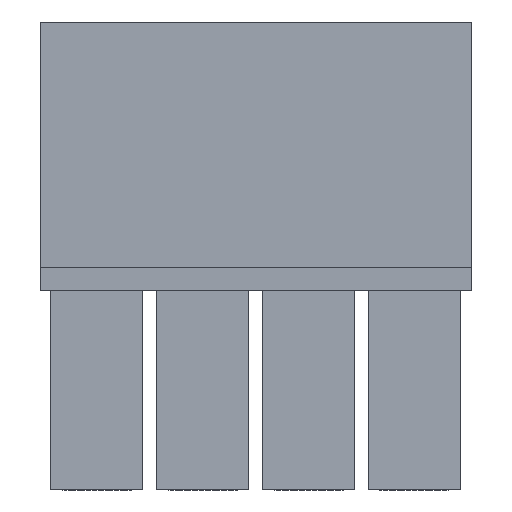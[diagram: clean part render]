
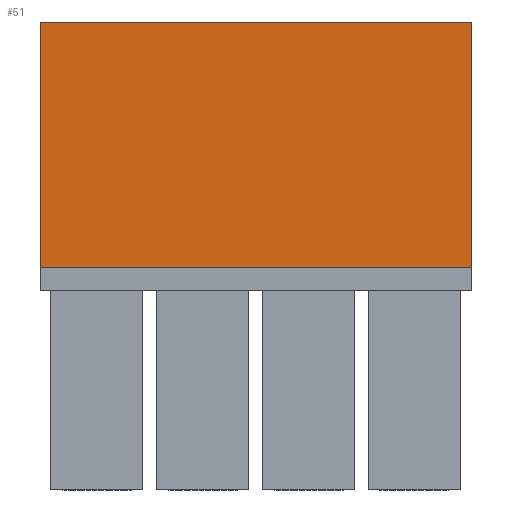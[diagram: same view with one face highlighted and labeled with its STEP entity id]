
A CAD part, front view. The second image highlights one B-rep face of the part: STEP entity #51.
In plain terms, the highlighted planar face has unit normal (0, -1, 0).
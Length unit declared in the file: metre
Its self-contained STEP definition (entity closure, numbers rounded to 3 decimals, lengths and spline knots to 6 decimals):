
#51 = ADVANCED_FACE( '', ( #228 ), #229, .T. );
#228 = FACE_OUTER_BOUND( '', #610, .T. );
#229 = PLANE( '', #611 );
#610 = EDGE_LOOP( '', ( #1036, #1037, #1038, #1039 ) );
#611 = AXIS2_PLACEMENT_3D( '', #1040, #1041, #1042 );
#1036 = ORIENTED_EDGE( '', *, *, #2244, .T. );
#1037 = ORIENTED_EDGE( '', *, *, #2245, .F. );
#1038 = ORIENTED_EDGE( '', *, *, #2205, .F. );
#1039 = ORIENTED_EDGE( '', *, *, #2243, .T. );
#1040 = CARTESIAN_POINT( '', ( -0.00715, 0., 0. ) );
#1041 = DIRECTION( '', ( 0., -1., 0. ) );
#1042 = DIRECTION( '', ( 0., 0., -1. ) );
#2205 = EDGE_CURVE( '', #2568, #2569, #2570, .T. );
#2243 = EDGE_CURVE( '', #2568, #2639, #2641, .T. );
#2244 = EDGE_CURVE( '', #2639, #2642, #2643, .T. );
#2245 = EDGE_CURVE( '', #2569, #2642, #2644, .T. );
#2568 = VERTEX_POINT( '', #3177 );
#2569 = VERTEX_POINT( '', #3178 );
#2570 = LINE( '', #3179, #3180 );
#2639 = VERTEX_POINT( '', #3285 );
#2641 = LINE( '', #3288, #3289 );
#2642 = VERTEX_POINT( '', #3290 );
#2643 = LINE( '', #3291, #3292 );
#2644 = LINE( '', #3293, #3294 );
#3177 = CARTESIAN_POINT( '', ( -0.00715, 0., 0. ) );
#3178 = CARTESIAN_POINT( '', ( 0.00715, 0., 0. ) );
#3179 = CARTESIAN_POINT( '', ( -0.00715, 0., 0. ) );
#3180 = VECTOR( '', #4097, 1. );
#3285 = CARTESIAN_POINT( '', ( -0.00715, 0., -0.008128 ) );
#3288 = CARTESIAN_POINT( '', ( -0.00715, 0., 0. ) );
#3289 = VECTOR( '', #4135, 1. );
#3290 = CARTESIAN_POINT( '', ( 0.00715, 0., -0.008128 ) );
#3291 = CARTESIAN_POINT( '', ( -0.00715, 0., -0.008128 ) );
#3292 = VECTOR( '', #4136, 1. );
#3293 = CARTESIAN_POINT( '', ( 0.00715, 0., 0. ) );
#3294 = VECTOR( '', #4137, 1. );
#4097 = DIRECTION( '', ( 1., 0., 0. ) );
#4135 = DIRECTION( '', ( 0., 0., -1. ) );
#4136 = DIRECTION( '', ( 1., 0., 0. ) );
#4137 = DIRECTION( '', ( 0., 0., -1. ) );
